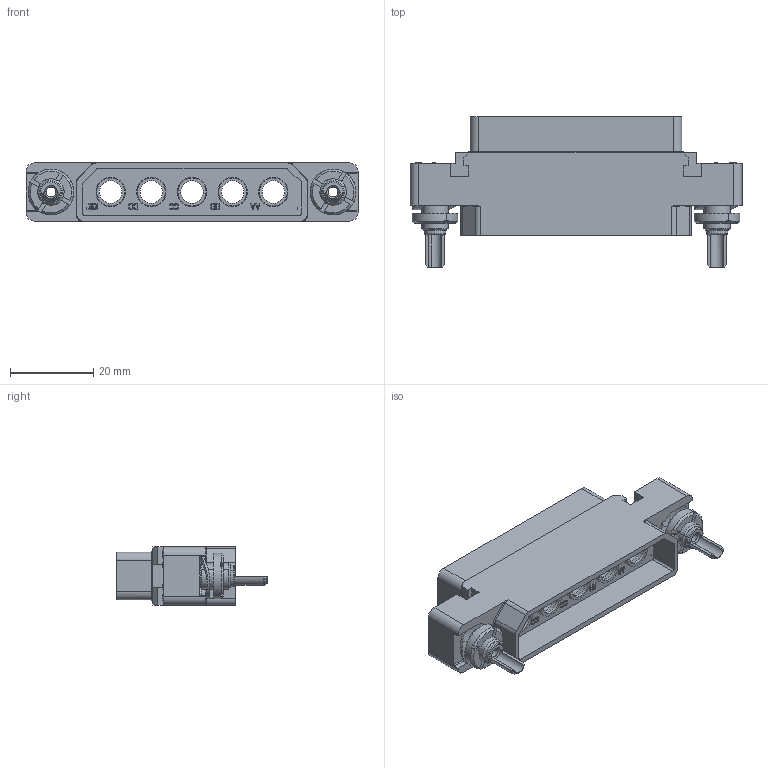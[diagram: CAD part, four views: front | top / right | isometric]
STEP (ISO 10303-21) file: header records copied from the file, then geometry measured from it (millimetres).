
FILE_DESCRIPTION((''),'2;1');
FILE_NAME('1900ND07P1B00A','2019-10-29T',('presta_be4'),(''),'CREO PARAMETRIC BY PTC INC, 2018360','CREO PARAMETRIC BY PTC INC, 2018360','');
FILE_SCHEMA(('CONFIG_CONTROL_DESIGN'));
Products named in the file (1): 1900ND07P1B00A
Bounding box: 80 x 36.34 x 14 mm (x, y, z)
Volume: 13841.8 mm3; surface area: 13048.5 mm2
Topology: 1 solids, 1 shells, 1645 faces, 4387 edges, 2834 vertices
Faces by surface type: plane 1148, cylinder 259, torus 120, cone 92, extrusion 26
Entity records: 55839 total; most frequent: CARTESIAN_POINT 14521, ORIENTED_EDGE 8766, DIRECTION 8251, EDGE_CURVE 4383, VECTOR 3367, LINE 3341, VERTEX_POINT 2834, AXIS2_PLACEMENT_3D 2442
